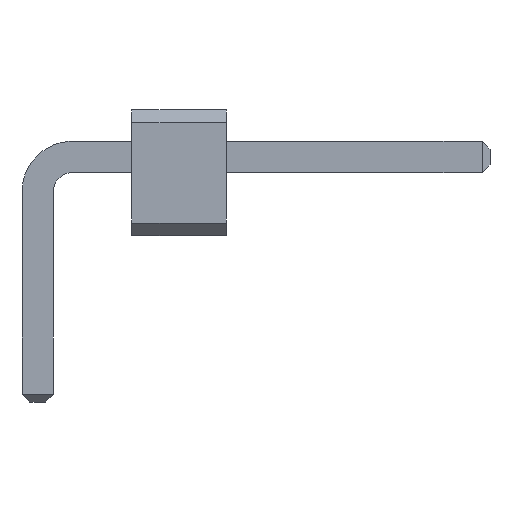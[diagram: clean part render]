
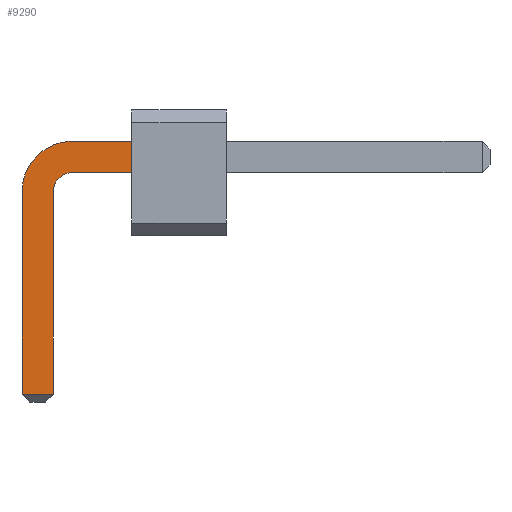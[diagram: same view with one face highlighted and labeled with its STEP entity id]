
A CAD part, front view. The second image highlights one B-rep face of the part: STEP entity #9290.
In plain terms, the highlighted planar face has unit normal (0, -1, 0).
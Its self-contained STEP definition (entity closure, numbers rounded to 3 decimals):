
#3156 = VERTEX_POINT('',#3157);
#3157 = CARTESIAN_POINT('',(1.5,-40.25,1.25));
#3165 = EDGE_CURVE('',#3156,#3166,#3168,.T.);
#3166 = VERTEX_POINT('',#3167);
#3167 = CARTESIAN_POINT('',(1.5,-40.25,0.75));
#3168 = LINE('',#3169,#3170);
#3169 = CARTESIAN_POINT('',(1.5,-40.25,0.499));
#3170 = VECTOR('',#3171,1.);
#3171 = DIRECTION('',(0.,0.,-1.));
#9190 = VERTEX_POINT('',#9191);
#9191 = CARTESIAN_POINT('',(0.5,-40.25,1.25));
#9197 = EDGE_CURVE('',#9190,#3156,#9198,.T.);
#9198 = LINE('',#9199,#9200);
#9199 = CARTESIAN_POINT('',(0.5,-40.25,1.25));
#9200 = VECTOR('',#9201,1.);
#9201 = DIRECTION('',(1.,0.,0.));
#9272 = EDGE_CURVE('',#3166,#9273,#9275,.T.);
#9273 = VERTEX_POINT('',#9274);
#9274 = CARTESIAN_POINT('',(0.5,-40.25,0.75));
#9275 = LINE('',#9276,#9277);
#9276 = CARTESIAN_POINT('',(7.2,-40.25,0.75));
#9277 = VECTOR('',#9278,1.);
#9278 = DIRECTION('',(-1.,0.,0.));
#9290 = ADVANCED_FACE('',(#9291),#9336,.F.);
#9291 = FACE_BOUND('',#9292,.F.);
#9292 = EDGE_LOOP('',(#9293,#9294,#9295,#9304,#9312,#9320,#9328,#9335));
#9293 = ORIENTED_EDGE('',*,*,#3165,.T.);
#9294 = ORIENTED_EDGE('',*,*,#9272,.T.);
#9295 = ORIENTED_EDGE('',*,*,#9296,.T.);
#9296 = EDGE_CURVE('',#9273,#9297,#9299,.T.);
#9297 = VERTEX_POINT('',#9298);
#9298 = CARTESIAN_POINT('',(0.25,-40.25,0.5));
#9299 = CIRCLE('',#9300,0.324);
#9300 = AXIS2_PLACEMENT_3D('',#9301,#9302,#9303);
#9301 = CARTESIAN_POINT('',(0.567,-40.25,0.433));
#9302 = DIRECTION('',(0.,-1.,0.));
#9303 = DIRECTION('',(-0.207,0.,0.978)
);
#9304 = ORIENTED_EDGE('',*,*,#9305,.T.);
#9305 = EDGE_CURVE('',#9297,#9306,#9308,.T.);
#9306 = VERTEX_POINT('',#9307);
#9307 = CARTESIAN_POINT('',(0.25,-40.25,-2.775));
#9308 = LINE('',#9309,#9310);
#9309 = CARTESIAN_POINT('',(0.25,-40.25,0.5));
#9310 = VECTOR('',#9311,1.);
#9311 = DIRECTION('',(0.,0.,-1.));
#9312 = ORIENTED_EDGE('',*,*,#9313,.T.);
#9313 = EDGE_CURVE('',#9306,#9314,#9316,.T.);
#9314 = VERTEX_POINT('',#9315);
#9315 = CARTESIAN_POINT('',(-0.25,-40.25,-2.775));
#9316 = LINE('',#9317,#9318);
#9317 = CARTESIAN_POINT('',(0.25,-40.25,-2.775));
#9318 = VECTOR('',#9319,1.);
#9319 = DIRECTION('',(-1.,0.,0.));
#9320 = ORIENTED_EDGE('',*,*,#9321,.T.);
#9321 = EDGE_CURVE('',#9314,#9322,#9324,.T.);
#9322 = VERTEX_POINT('',#9323);
#9323 = CARTESIAN_POINT('',(-0.25,-40.25,0.5));
#9324 = LINE('',#9325,#9326);
#9325 = CARTESIAN_POINT('',(-0.25,-40.25,-2.9));
#9326 = VECTOR('',#9327,1.);
#9327 = DIRECTION('',(0.,0.,1.));
#9328 = ORIENTED_EDGE('',*,*,#9329,.T.);
#9329 = EDGE_CURVE('',#9322,#9190,#9330,.T.);
#9330 = CIRCLE('',#9331,0.808);
#9331 = AXIS2_PLACEMENT_3D('',#9332,#9333,#9334);
#9332 = CARTESIAN_POINT('',(0.556,-40.25,0.444));
#9333 = DIRECTION('',(0.,1.,0.));
#9334 = DIRECTION('',(-0.998,0.,
0.069));
#9335 = ORIENTED_EDGE('',*,*,#9197,.T.);
#9336 = PLANE('',#9337);
#9337 = AXIS2_PLACEMENT_3D('',#9338,#9339,#9340);
#9338 = CARTESIAN_POINT('',(2.437,-40.25,0.248));
#9339 = DIRECTION('',(0.,1.,-0.));
#9340 = DIRECTION('',(0.,0.,-1.));
